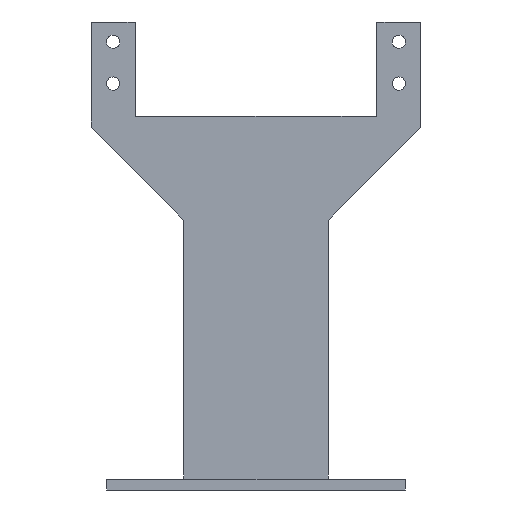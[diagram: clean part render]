
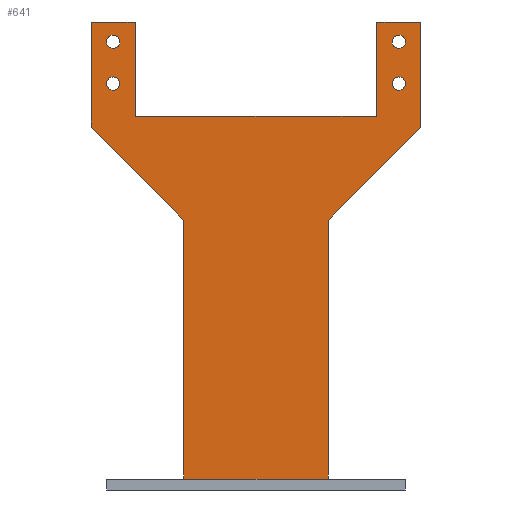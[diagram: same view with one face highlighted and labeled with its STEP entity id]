
A CAD part, left-side view. The second image highlights one B-rep face of the part: STEP entity #641.
In plain terms, the highlighted planar face has unit normal (-1, 0, 0).
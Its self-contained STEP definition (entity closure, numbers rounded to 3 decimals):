
#21=FACE_BOUND('',#85,.T.);
#22=FACE_BOUND('',#86,.T.);
#23=FACE_BOUND('',#87,.T.);
#24=FACE_BOUND('',#88,.T.);
#29=CIRCLE('',#687,3.);
#30=CIRCLE('',#688,3.);
#31=CIRCLE('',#689,3.);
#32=CIRCLE('',#690,3.);
#53=FACE_OUTER_BOUND('',#84,.T.);
#84=EDGE_LOOP('',(#530,#531,#532,#533,#534,#535,#536,#537,#538,#539,#540,
#541,#542,#543,#544,#545,#546));
#85=EDGE_LOOP('',(#547));
#86=EDGE_LOOP('',(#548));
#87=EDGE_LOOP('',(#549));
#88=EDGE_LOOP('',(#550));
#104=LINE('',#871,#186);
#105=LINE('',#873,#187);
#106=LINE('',#875,#188);
#107=LINE('',#877,#189);
#132=LINE('',#931,#214);
#135=LINE('',#937,#217);
#142=LINE('',#951,#224);
#155=LINE('',#977,#237);
#162=LINE('',#990,#244);
#163=LINE('',#993,#245);
#165=LINE('',#997,#247);
#167=LINE('',#1001,#249);
#168=LINE('',#1003,#250);
#169=LINE('',#1005,#251);
#170=LINE('',#1006,#252);
#171=LINE('',#1008,#253);
#172=LINE('',#1009,#254);
#186=VECTOR('',#710,10.);
#187=VECTOR('',#711,10.);
#188=VECTOR('',#712,10.);
#189=VECTOR('',#713,10.);
#214=VECTOR('',#752,10.);
#217=VECTOR('',#757,10.);
#224=VECTOR('',#766,10.);
#237=VECTOR('',#785,10.);
#244=VECTOR('',#802,10.);
#245=VECTOR('',#805,10.);
#247=VECTOR('',#809,10.);
#249=VECTOR('',#813,10.);
#250=VECTOR('',#814,10.);
#251=VECTOR('',#815,10.);
#252=VECTOR('',#816,10.);
#253=VECTOR('',#817,10.);
#254=VECTOR('',#818,10.);
#268=VERTEX_POINT('',#868);
#269=VERTEX_POINT('',#870);
#270=VERTEX_POINT('',#872);
#271=VERTEX_POINT('',#874);
#272=VERTEX_POINT('',#876);
#294=VERTEX_POINT('',#930);
#295=VERTEX_POINT('',#934);
#296=VERTEX_POINT('',#936);
#301=VERTEX_POINT('',#948);
#302=VERTEX_POINT('',#950);
#313=VERTEX_POINT('',#988);
#314=VERTEX_POINT('',#992);
#315=VERTEX_POINT('',#996);
#316=VERTEX_POINT('',#1000);
#317=VERTEX_POINT('',#1002);
#318=VERTEX_POINT('',#1004);
#319=VERTEX_POINT('',#1007);
#320=VERTEX_POINT('',#1010);
#321=VERTEX_POINT('',#1012);
#322=VERTEX_POINT('',#1014);
#323=VERTEX_POINT('',#1016);
#331=EDGE_CURVE('',#268,#269,#104,.T.);
#332=EDGE_CURVE('',#269,#270,#105,.T.);
#333=EDGE_CURVE('',#270,#271,#106,.T.);
#334=EDGE_CURVE('',#271,#272,#107,.T.);
#361=EDGE_CURVE('',#294,#272,#132,.T.);
#364=EDGE_CURVE('',#295,#296,#135,.T.);
#371=EDGE_CURVE('',#301,#302,#142,.T.);
#384=EDGE_CURVE('',#296,#301,#155,.T.);
#391=EDGE_CURVE('',#313,#302,#162,.T.);
#392=EDGE_CURVE('',#314,#313,#163,.T.);
#394=EDGE_CURVE('',#315,#295,#165,.T.);
#396=EDGE_CURVE('',#316,#268,#167,.T.);
#397=EDGE_CURVE('',#317,#316,#168,.T.);
#398=EDGE_CURVE('',#317,#318,#169,.T.);
#399=EDGE_CURVE('',#314,#318,#170,.T.);
#400=EDGE_CURVE('',#319,#315,#171,.T.);
#401=EDGE_CURVE('',#319,#294,#172,.T.);
#402=EDGE_CURVE('',#320,#320,#29,.F.);
#403=EDGE_CURVE('',#321,#321,#30,.F.);
#404=EDGE_CURVE('',#322,#322,#31,.F.);
#405=EDGE_CURVE('',#323,#323,#32,.F.);
#530=ORIENTED_EDGE('',*,*,#396,.F.);
#531=ORIENTED_EDGE('',*,*,#397,.F.);
#532=ORIENTED_EDGE('',*,*,#398,.T.);
#533=ORIENTED_EDGE('',*,*,#399,.F.);
#534=ORIENTED_EDGE('',*,*,#392,.T.);
#535=ORIENTED_EDGE('',*,*,#391,.T.);
#536=ORIENTED_EDGE('',*,*,#371,.F.);
#537=ORIENTED_EDGE('',*,*,#384,.F.);
#538=ORIENTED_EDGE('',*,*,#364,.F.);
#539=ORIENTED_EDGE('',*,*,#394,.F.);
#540=ORIENTED_EDGE('',*,*,#400,.F.);
#541=ORIENTED_EDGE('',*,*,#401,.T.);
#542=ORIENTED_EDGE('',*,*,#361,.T.);
#543=ORIENTED_EDGE('',*,*,#334,.F.);
#544=ORIENTED_EDGE('',*,*,#333,.F.);
#545=ORIENTED_EDGE('',*,*,#332,.F.);
#546=ORIENTED_EDGE('',*,*,#331,.F.);
#547=ORIENTED_EDGE('',*,*,#402,.F.);
#548=ORIENTED_EDGE('',*,*,#403,.F.);
#549=ORIENTED_EDGE('',*,*,#404,.T.);
#550=ORIENTED_EDGE('',*,*,#405,.T.);
#616=PLANE('',#686);
#641=ADVANCED_FACE('',(#53,#21,#22,#23,#24),#616,.T.);
#686=AXIS2_PLACEMENT_3D('',#999,#811,#812);
#687=AXIS2_PLACEMENT_3D('',#1011,#819,#820);
#688=AXIS2_PLACEMENT_3D('',#1013,#821,#822);
#689=AXIS2_PLACEMENT_3D('',#1015,#823,#824);
#690=AXIS2_PLACEMENT_3D('',#1017,#825,#826);
#710=DIRECTION('',(0.,-1.,0.));
#711=DIRECTION('',(0.,-1.,0.));
#712=DIRECTION('',(0.,-1.,0.));
#713=DIRECTION('',(0.,-1.,0.));
#752=DIRECTION('',(0.,0.,-1.));
#757=DIRECTION('',(0.,0.,-1.));
#766=DIRECTION('',(0.,0.,1.));
#785=DIRECTION('',(0.,1.,0.));
#802=DIRECTION('',(0.,-0.707,-0.707));
#805=DIRECTION('',(0.,-1.,0.));
#809=DIRECTION('',(0.,0.707,-0.707));
#811=DIRECTION('center_axis',(-1.,0.,0.));
#812=DIRECTION('ref_axis',(0.,0.,1.));
#813=DIRECTION('',(0.,0.,-1.));
#814=DIRECTION('',(0.,-1.,0.));
#815=DIRECTION('',(0.,0.,-1.));
#816=DIRECTION('',(0.,0.,1.));
#817=DIRECTION('',(0.,0.,-1.));
#818=DIRECTION('',(0.,1.,0.));
#819=DIRECTION('center_axis',(1.,0.,0.));
#820=DIRECTION('ref_axis',(0.,1.,0.));
#821=DIRECTION('center_axis',(1.,0.,0.));
#822=DIRECTION('ref_axis',(0.,1.,0.));
#823=DIRECTION('center_axis',(-1.,0.,0.));
#824=DIRECTION('ref_axis',(0.,-1.,0.));
#825=DIRECTION('center_axis',(-1.,0.,0.));
#826=DIRECTION('ref_axis',(0.,-1.,0.));
#868=CARTESIAN_POINT('',(-26.875,55.,0.));
#870=CARTESIAN_POINT('',(-26.875,32.875,0.));
#871=CARTESIAN_POINT('',(-26.875,75.,0.));
#872=CARTESIAN_POINT('',(-26.875,-32.875,0.));
#873=CARTESIAN_POINT('',(-26.875,-28.5,0.));
#874=CARTESIAN_POINT('',(-26.875,-40.125,0.));
#875=CARTESIAN_POINT('',(-26.875,75.,0.));
#876=CARTESIAN_POINT('',(-26.875,-55.,0.));
#877=CARTESIAN_POINT('',(-26.875,75.,0.));
#930=CARTESIAN_POINT('',(-26.875,-55.,43.008));
#931=CARTESIAN_POINT('',(-26.875,-55.,19.258));
#934=CARTESIAN_POINT('',(-26.875,-32.875,-47.125));
#936=CARTESIAN_POINT('',(-26.875,-32.875,-165.));
#937=CARTESIAN_POINT('',(-26.875,-32.875,9.25));
#948=CARTESIAN_POINT('',(-26.875,32.875,-165.));
#950=CARTESIAN_POINT('',(-26.875,32.875,-47.125));
#951=CARTESIAN_POINT('',(-26.875,32.875,9.25));
#977=CARTESIAN_POINT('',(-26.875,-16.438,-165.));
#988=CARTESIAN_POINT('',(-26.875,74.985,-5.008));
#990=CARTESIAN_POINT('',(-26.875,75.,-4.992));
#992=CARTESIAN_POINT('',(-26.875,75.,-5.008));
#993=CARTESIAN_POINT('',(-26.875,75.,-5.008));
#996=CARTESIAN_POINT('',(-26.875,-75.,-4.992));
#997=CARTESIAN_POINT('',(-26.875,-75.,-4.992));
#999=CARTESIAN_POINT('Origin',(-26.875,-57.,19.508));
#1000=CARTESIAN_POINT('',(-26.875,55.,43.008));
#1001=CARTESIAN_POINT('',(-26.875,55.,19.258));
#1002=CARTESIAN_POINT('',(-26.875,75.,43.008));
#1003=CARTESIAN_POINT('',(-26.875,61.,43.008));
#1004=CARTESIAN_POINT('',(-26.875,75.,-0.008));
#1005=CARTESIAN_POINT('',(-26.875,75.,19.258));
#1006=CARTESIAN_POINT('',(-26.875,75.,-5.008));
#1007=CARTESIAN_POINT('',(-26.875,-75.,43.008));
#1008=CARTESIAN_POINT('',(-26.875,-75.,19.258));
#1009=CARTESIAN_POINT('',(-26.875,-61.,43.008));
#1010=CARTESIAN_POINT('',(-26.875,-68.,34.008));
#1011=CARTESIAN_POINT('Origin',(-26.875,-65.,34.008));
#1012=CARTESIAN_POINT('',(-26.875,-68.,15.008));
#1013=CARTESIAN_POINT('Origin',(-26.875,-65.,15.008));
#1014=CARTESIAN_POINT('',(-26.875,68.,15.008));
#1015=CARTESIAN_POINT('Origin',(-26.875,65.,15.008));
#1016=CARTESIAN_POINT('',(-26.875,68.,34.008));
#1017=CARTESIAN_POINT('Origin',(-26.875,65.,34.008));
